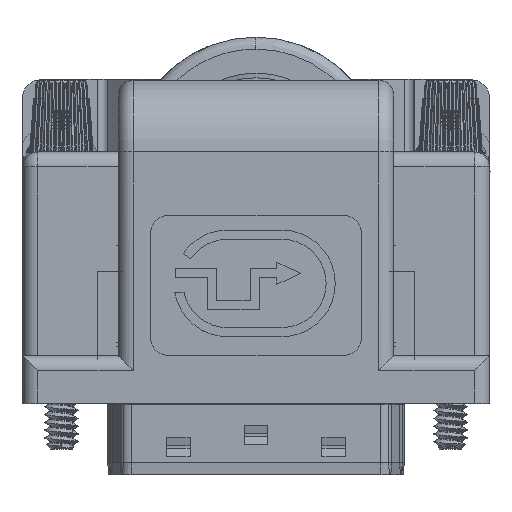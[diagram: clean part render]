
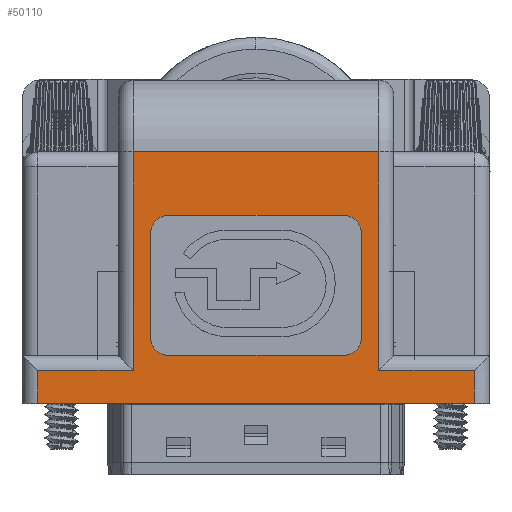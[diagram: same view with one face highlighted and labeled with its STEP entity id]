
A CAD part, top view. The second image highlights one B-rep face of the part: STEP entity #50110.
In plain terms, the highlighted face is planar.
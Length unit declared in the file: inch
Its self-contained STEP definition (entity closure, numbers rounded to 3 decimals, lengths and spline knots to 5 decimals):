
#1489 = AXIS2_PLACEMENT_3D ( 'NONE', #16937, #16934, #16941 ) ;
#6363 = EDGE_LOOP ( 'NONE', ( #58709, #58710, #58711, #58712, #58713, #58714, #58715, #58716 ) ) ;
#6365 = EDGE_LOOP ( 'NONE', ( #58701, #58702, #58703, #58704, #58705, #58706, #58707, #58708 ) ) ;
#16934 = DIRECTION ( 'NONE',  ( 0., 1., 0. ) ) ;
#16937 = CARTESIAN_POINT ( 'NONE',  ( 0.76772, -0.30709, 1.06299 ) ) ;
#16939 = PLANE ( 'NONE',  #1489 ) ;
#16941 = DIRECTION ( 'NONE',  ( -1., 0., 0. ) ) ;
#25062 = AXIS2_PLACEMENT_3D ( 'NONE', #45382, #45384, #45386 ) ;
#25063 = AXIS2_PLACEMENT_3D ( 'NONE', #45394, #45396, #45398 ) ;
#25064 = AXIS2_PLACEMENT_3D ( 'NONE', #45406, #45408, #45410 ) ;
#25065 = AXIS2_PLACEMENT_3D ( 'NONE', #45418, #45420, #45421 ) ;
#42220 = LINE ( 'NONE', #45380, #42257 ) ;
#42250 = CIRCLE ( 'NONE', #25062, 0.05906 ) ;
#42255 = LINE ( 'NONE', #45416, #42283 ) ;
#42256 = CIRCLE ( 'NONE', #25063, 0.05906 ) ;
#42257 = VECTOR ( 'NONE', #45343, 39.37008 ) ;
#42258 = LINE ( 'NONE', #45378, #42261 ) ;
#42259 = CIRCLE ( 'NONE', #25064, 0.05906 ) ;
#42261 = VECTOR ( 'NONE', #45377, 39.37008 ) ;
#42264 = LINE ( 'NONE', #45389, #42268 ) ;
#42266 = CIRCLE ( 'NONE', #25065, 0.05906 ) ;
#42268 = VECTOR ( 'NONE', #45392, 39.37008 ) ;
#42270 = LINE ( 'NONE', #45401, #42274 ) ;
#42272 = LINE ( 'NONE', #45424, #42279 ) ;
#42274 = VECTOR ( 'NONE', #45404, 39.37008 ) ;
#42279 = VECTOR ( 'NONE', #45428, 39.37008 ) ;
#42281 = LINE ( 'NONE', #45433, #42287 ) ;
#42283 = VECTOR ( 'NONE', #45430, 39.37008 ) ;
#42285 = LINE ( 'NONE', #45438, #42292 ) ;
#42287 = VECTOR ( 'NONE', #45436, 39.37008 ) ;
#42290 = LINE ( 'NONE', #45442, #42296 ) ;
#42292 = VECTOR ( 'NONE', #45441, 39.37008 ) ;
#42294 = LINE ( 'NONE', #45447, #42300 ) ;
#42296 = VECTOR ( 'NONE', #45445, 39.37008 ) ;
#42298 = LINE ( 'NONE', #45452, #42305 ) ;
#42300 = VECTOR ( 'NONE', #45450, 39.37008 ) ;
#42303 = LINE ( 'NONE', #45456, #42309 ) ;
#42305 = VECTOR ( 'NONE', #45454, 39.37008 ) ;
#42309 = VECTOR ( 'NONE', #45459, 39.37008 ) ;
#45257 = VERTEX_POINT ( 'NONE', #84740 ) ;
#45280 = VERTEX_POINT ( 'NONE', #84764 ) ;
#45281 = VERTEX_POINT ( 'NONE', #84766 ) ;
#45298 = VERTEX_POINT ( 'NONE', #84782 ) ;
#45299 = VERTEX_POINT ( 'NONE', #84784 ) ;
#45301 = VERTEX_POINT ( 'NONE', #84786 ) ;
#45302 = VERTEX_POINT ( 'NONE', #84788 ) ;
#45304 = VERTEX_POINT ( 'NONE', #84790 ) ;
#45306 = VERTEX_POINT ( 'NONE', #84792 ) ;
#45308 = VERTEX_POINT ( 'NONE', #84793 ) ;
#45312 = VERTEX_POINT ( 'NONE', #84797 ) ;
#45313 = VERTEX_POINT ( 'NONE', #84799 ) ;
#45315 = VERTEX_POINT ( 'NONE', #84801 ) ;
#45317 = VERTEX_POINT ( 'NONE', #84803 ) ;
#45319 = VERTEX_POINT ( 'NONE', #84805 ) ;
#45320 = VERTEX_POINT ( 'NONE', #84806 ) ;
#45343 = DIRECTION ( 'NONE',  ( 0., 0., 1. ) ) ;
#45377 = DIRECTION ( 'NONE',  ( 1., 0., 0. ) ) ;
#45378 = CARTESIAN_POINT ( 'NONE',  ( -0.2874, -0.30709, 0.61811 ) ) ;
#45380 = CARTESIAN_POINT ( 'NONE',  ( -0.34646, -0.30709, 0.55906 ) ) ;
#45382 = CARTESIAN_POINT ( 'NONE',  ( -0.2874, -0.30709, 0.21654 ) ) ;
#45384 = DIRECTION ( 'NONE',  ( 0., 1., 0. ) ) ;
#45386 = DIRECTION ( 'NONE',  ( 1., 0., 0. ) ) ;
#45389 = CARTESIAN_POINT ( 'NONE',  ( 0.34646, -0.30709, 0.55906 ) ) ;
#45392 = DIRECTION ( 'NONE',  ( 0., 0., -1. ) ) ;
#45394 = CARTESIAN_POINT ( 'NONE',  ( -0.2874, -0.30709, 0.55906 ) ) ;
#45396 = DIRECTION ( 'NONE',  ( 0., 1., 0. ) ) ;
#45398 = DIRECTION ( 'NONE',  ( 1., 0., 0. ) ) ;
#45401 = CARTESIAN_POINT ( 'NONE',  ( -0.2874, -0.30709, 0.15748 ) ) ;
#45404 = DIRECTION ( 'NONE',  ( -1., 0., 0. ) ) ;
#45406 = CARTESIAN_POINT ( 'NONE',  ( 0.2874, -0.30709, 0.55906 ) ) ;
#45408 = DIRECTION ( 'NONE',  ( 0., 1., 0. ) ) ;
#45410 = DIRECTION ( 'NONE',  ( -1., 0., 0. ) ) ;
#45416 = CARTESIAN_POINT ( 'NONE',  ( 0.76772, -0.30709, 0.82677 ) ) ;
#45418 = CARTESIAN_POINT ( 'NONE',  ( 0.2874, -0.30709, 0.21654 ) ) ;
#45420 = DIRECTION ( 'NONE',  ( 0., 1., 0. ) ) ;
#45421 = DIRECTION ( 'NONE',  ( 1., 0., 0. ) ) ;
#45424 = CARTESIAN_POINT ( 'NONE',  ( 0.40354, -0.30709, 1.06299 ) ) ;
#45428 = DIRECTION ( 'NONE',  ( 0., 0., 1. ) ) ;
#45430 = DIRECTION ( 'NONE',  ( -1., 0., 0. ) ) ;
#45433 = CARTESIAN_POINT ( 'NONE',  ( -0.40354, -0.30709, 1.06299 ) ) ;
#45436 = DIRECTION ( 'NONE',  ( 0., 0., -1. ) ) ;
#45438 = CARTESIAN_POINT ( 'NONE',  ( 0.76772, -0.30709, 0.10827 ) ) ;
#45441 = DIRECTION ( 'NONE',  ( -1., 0., 0. ) ) ;
#45442 = CARTESIAN_POINT ( 'NONE',  ( -0.7185, -0.30709, 1.06299 ) ) ;
#45445 = DIRECTION ( 'NONE',  ( 0., 0., -1. ) ) ;
#45447 = CARTESIAN_POINT ( 'NONE',  ( 0.76772, -0.30709, 0. ) ) ;
#45450 = DIRECTION ( 'NONE',  ( 1., 0., 0. ) ) ;
#45452 = CARTESIAN_POINT ( 'NONE',  ( 0.7185, -0.30709, 1.06299 ) ) ;
#45454 = DIRECTION ( 'NONE',  ( 0., 0., 1. ) ) ;
#45456 = CARTESIAN_POINT ( 'NONE',  ( 0.76772, -0.30709, 0.10827 ) ) ;
#45459 = DIRECTION ( 'NONE',  ( -1., 0., 0. ) ) ;
#50110 = ADVANCED_FACE ( 'NONE', ( #98284, #98287 ), #16939, .F. ) ;
#54361 = EDGE_CURVE ( 'NONE', #45280, #45281, #42250, .T. ) ;
#54362 = EDGE_CURVE ( 'NONE', #45281, #45298, #42220, .T. ) ;
#54363 = EDGE_CURVE ( 'NONE', #45298, #45299, #42256, .T. ) ;
#54364 = EDGE_CURVE ( 'NONE', #45299, #45301, #42258, .T. ) ;
#54365 = EDGE_CURVE ( 'NONE', #45301, #45302, #42259, .T. ) ;
#54367 = EDGE_CURVE ( 'NONE', #45302, #45304, #42264, .T. ) ;
#54368 = EDGE_CURVE ( 'NONE', #45304, #45306, #42266, .T. ) ;
#54369 = EDGE_CURVE ( 'NONE', #45306, #45280, #42270, .T. ) ;
#54370 = EDGE_CURVE ( 'NONE', #45257, #45308, #42272, .T. ) ;
#54372 = EDGE_CURVE ( 'NONE', #45308, #45312, #42255, .T. ) ;
#54374 = EDGE_CURVE ( 'NONE', #45312, #45313, #42281, .T. ) ;
#54376 = EDGE_CURVE ( 'NONE', #45313, #45315, #42285, .T. ) ;
#54378 = EDGE_CURVE ( 'NONE', #45315, #45317, #42290, .T. ) ;
#54380 = EDGE_CURVE ( 'NONE', #45317, #45319, #42294, .T. ) ;
#54382 = EDGE_CURVE ( 'NONE', #45319, #45320, #42298, .T. ) ;
#54384 = EDGE_CURVE ( 'NONE', #45320, #45257, #42303, .T. ) ;
#58701 = ORIENTED_EDGE ( 'NONE', *, *, #54361, .T. ) ;
#58702 = ORIENTED_EDGE ( 'NONE', *, *, #54362, .T. ) ;
#58703 = ORIENTED_EDGE ( 'NONE', *, *, #54363, .T. ) ;
#58704 = ORIENTED_EDGE ( 'NONE', *, *, #54364, .T. ) ;
#58705 = ORIENTED_EDGE ( 'NONE', *, *, #54365, .T. ) ;
#58706 = ORIENTED_EDGE ( 'NONE', *, *, #54367, .T. ) ;
#58707 = ORIENTED_EDGE ( 'NONE', *, *, #54368, .T. ) ;
#58708 = ORIENTED_EDGE ( 'NONE', *, *, #54369, .T. ) ;
#58709 = ORIENTED_EDGE ( 'NONE', *, *, #54370, .T. ) ;
#58710 = ORIENTED_EDGE ( 'NONE', *, *, #54372, .T. ) ;
#58711 = ORIENTED_EDGE ( 'NONE', *, *, #54374, .T. ) ;
#58712 = ORIENTED_EDGE ( 'NONE', *, *, #54376, .T. ) ;
#58713 = ORIENTED_EDGE ( 'NONE', *, *, #54378, .T. ) ;
#58714 = ORIENTED_EDGE ( 'NONE', *, *, #54380, .T. ) ;
#58715 = ORIENTED_EDGE ( 'NONE', *, *, #54382, .T. ) ;
#58716 = ORIENTED_EDGE ( 'NONE', *, *, #54384, .T. ) ;
#84740 = CARTESIAN_POINT ( 'NONE',  ( 0.40354, -0.30709, 0.10827 ) ) ;
#84764 = CARTESIAN_POINT ( 'NONE',  ( -0.2874, -0.30709, 0.15748 ) ) ;
#84766 = CARTESIAN_POINT ( 'NONE',  ( -0.34646, -0.30709, 0.21654 ) ) ;
#84782 = CARTESIAN_POINT ( 'NONE',  ( -0.34646, -0.30709, 0.55906 ) ) ;
#84784 = CARTESIAN_POINT ( 'NONE',  ( -0.2874, -0.30709, 0.61811 ) ) ;
#84786 = CARTESIAN_POINT ( 'NONE',  ( 0.2874, -0.30709, 0.61811 ) ) ;
#84788 = CARTESIAN_POINT ( 'NONE',  ( 0.34646, -0.30709, 0.55906 ) ) ;
#84790 = CARTESIAN_POINT ( 'NONE',  ( 0.34646, -0.30709, 0.21654 ) ) ;
#84792 = CARTESIAN_POINT ( 'NONE',  ( 0.2874, -0.30709, 0.15748 ) ) ;
#84793 = CARTESIAN_POINT ( 'NONE',  ( 0.40354, -0.30709, 0.82677 ) ) ;
#84797 = CARTESIAN_POINT ( 'NONE',  ( -0.40354, -0.30709, 0.82677 ) ) ;
#84799 = CARTESIAN_POINT ( 'NONE',  ( -0.40354, -0.30709, 0.10827 ) ) ;
#84801 = CARTESIAN_POINT ( 'NONE',  ( -0.7185, -0.30709, 0.10827 ) ) ;
#84803 = CARTESIAN_POINT ( 'NONE',  ( -0.7185, -0.30709, 0. ) ) ;
#84805 = CARTESIAN_POINT ( 'NONE',  ( 0.7185, -0.30709, 0. ) ) ;
#84806 = CARTESIAN_POINT ( 'NONE',  ( 0.7185, -0.30709, 0.10827 ) ) ;
#98284 = FACE_BOUND ( 'NONE', #6365, .T. ) ;
#98287 = FACE_OUTER_BOUND ( 'NONE', #6363, .T. ) ;
